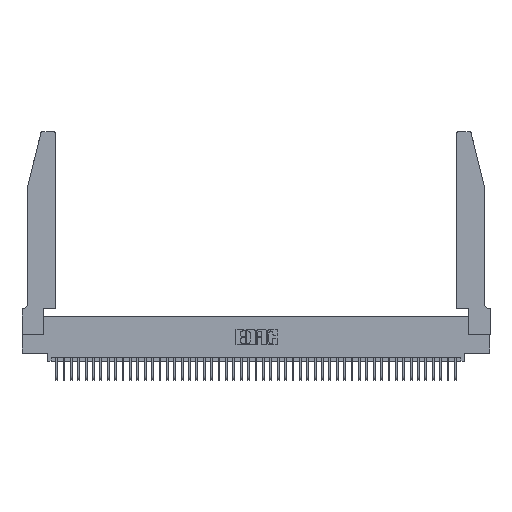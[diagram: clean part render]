
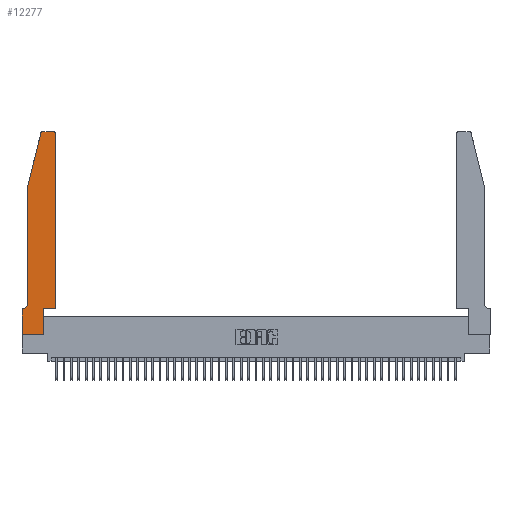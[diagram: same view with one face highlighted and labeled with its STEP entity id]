
A CAD part, top view. The second image highlights one B-rep face of the part: STEP entity #12277.
In plain terms, the highlighted planar face has unit normal (0, 0, 1).
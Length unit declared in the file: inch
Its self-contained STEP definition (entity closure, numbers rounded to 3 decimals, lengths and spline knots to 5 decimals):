
#545 = VECTOR ( 'NONE', #18071, 39.37008 ) ;
#1294 = LINE ( 'NONE', #33836, #39641 ) ;
#2211 = LINE ( 'NONE', #17164, #12144 ) ;
#2607 = ORIENTED_EDGE ( 'NONE', *, *, #34289, .T. ) ;
#2890 = AXIS2_PLACEMENT_3D ( 'NONE', #35374, #13155, #39056 ) ;
#2900 = CARTESIAN_POINT ( 'NONE',  ( 0.2865, 0.35, 0.37 ) ) ;
#3352 = LINE ( 'NONE', #47066, #22065 ) ;
#3504 = CARTESIAN_POINT ( 'NONE',  ( 0.2865, 0.35, 0.37 ) ) ;
#3685 = EDGE_CURVE ( 'NONE', #8331, #30607, #20553, .T. ) ;
#4133 = CARTESIAN_POINT ( 'NONE',  ( 0., 0., 0.37 ) ) ;
#4533 = EDGE_CURVE ( 'NONE', #26049, #39070, #11679, .T. ) ;
#6048 = VECTOR ( 'NONE', #23000, 39.37008 ) ;
#6166 = EDGE_CURVE ( 'NONE', #45903, #39501, #3352, .T. ) ;
#6823 = CARTESIAN_POINT ( 'NONE',  ( 0., 0., 0.37 ) ) ;
#7920 = CARTESIAN_POINT ( 'NONE',  ( 0., 0.35, 0.37 ) ) ;
#8331 = VERTEX_POINT ( 'NONE', #34402 ) ;
#8683 = DIRECTION ( 'NONE',  ( 1., 0., 0. ) ) ;
#8810 = EDGE_CURVE ( 'NONE', #39070, #41140, #35041, .T. ) ;
#8843 = VERTEX_POINT ( 'NONE', #12762 ) ;
#8959 = CARTESIAN_POINT ( 'NONE',  ( 0.0755, 2., 0.37 ) ) ;
#10123 = VECTOR ( 'NONE', #47399, 39.37008 ) ;
#10876 = ORIENTED_EDGE ( 'NONE', *, *, #31085, .T. ) ;
#10917 = ORIENTED_EDGE ( 'NONE', *, *, #6166, .T. ) ;
#11209 = ORIENTED_EDGE ( 'NONE', *, *, #41146, .T. ) ;
#11679 = LINE ( 'NONE', #6823, #545 ) ;
#11766 = DIRECTION ( 'NONE',  ( 0., -1., 0. ) ) ;
#12144 = VECTOR ( 'NONE', #16839, 39.37008 ) ;
#12277 = ADVANCED_FACE ( 'NONE', ( #14006 ), #46262, .T. ) ;
#12397 = CIRCLE ( 'NONE', #29069, 0.07 ) ;
#12762 = CARTESIAN_POINT ( 'NONE',  ( 0.25487, 2.72718, 0.37 ) ) ;
#13155 = DIRECTION ( 'NONE',  ( 0., 0., 1. ) ) ;
#14006 = FACE_OUTER_BOUND ( 'NONE', #46617, .T. ) ;
#14323 = CARTESIAN_POINT ( 'NONE',  ( 0.0755, 0.42, 0.37 ) ) ;
#15092 = LINE ( 'NONE', #27258, #33644 ) ;
#15859 = ORIENTED_EDGE ( 'NONE', *, *, #8810, .T. ) ;
#15968 = LINE ( 'NONE', #22844, #6048 ) ;
#16369 = ORIENTED_EDGE ( 'NONE', *, *, #36286, .T. ) ;
#16839 = DIRECTION ( 'NONE',  ( -1., 0., 0. ) ) ;
#17164 = CARTESIAN_POINT ( 'NONE',  ( 0.0755, 0.35, 0.37 ) ) ;
#17706 = VECTOR ( 'NONE', #29564, 39.37008 ) ;
#17942 = CARTESIAN_POINT ( 'NONE',  ( 0.0055, 0.42, 0.37 ) ) ;
#18071 = DIRECTION ( 'NONE',  ( 1., 0., 0. ) ) ;
#18296 = EDGE_CURVE ( 'NONE', #8843, #45903, #29905, .T. ) ;
#18488 = CARTESIAN_POINT ( 'NONE',  ( 0.284, 2.75, 0.37 ) ) ;
#20156 = VERTEX_POINT ( 'NONE', #36234 ) ;
#20553 = CIRCLE ( 'NONE', #23303, 0.03 ) ;
#20927 = CARTESIAN_POINT ( 'NONE',  ( 0.4205, 2.72, 0.37 ) ) ;
#21061 = CIRCLE ( 'NONE', #2890, 0.03 ) ;
#21271 = VERTEX_POINT ( 'NONE', #18488 ) ;
#21712 = DIRECTION ( 'NONE',  ( -1., 0., 0. ) ) ;
#22065 = VECTOR ( 'NONE', #32366, 39.37008 ) ;
#22445 = VECTOR ( 'NONE', #46058, 39.37008 ) ;
#22844 = CARTESIAN_POINT ( 'NONE',  ( 0.4505, 0.35, 0.37 ) ) ;
#23000 = DIRECTION ( 'NONE',  ( 0., 1., 0. ) ) ;
#23303 = AXIS2_PLACEMENT_3D ( 'NONE', #20927, #46621, #24650 ) ;
#24442 = DIRECTION ( 'NONE',  ( 1., 0., 0. ) ) ;
#24650 = DIRECTION ( 'NONE',  ( 1., 0., 0. ) ) ;
#26049 = VERTEX_POINT ( 'NONE', #4133 ) ;
#26566 = ORIENTED_EDGE ( 'NONE', *, *, #29975, .T. ) ;
#26933 = EDGE_CURVE ( 'NONE', #30607, #21271, #32278, .T. ) ;
#27258 = CARTESIAN_POINT ( 'NONE',  ( 0.4505, 0.35, 0.37 ) ) ;
#29069 = AXIS2_PLACEMENT_3D ( 'NONE', #17942, #43730, #21712 ) ;
#29564 = DIRECTION ( 'NONE',  ( 0., 1., 0. ) ) ;
#29586 = AXIS2_PLACEMENT_3D ( 'NONE', #35404, #46413, #24442 ) ;
#29905 = LINE ( 'NONE', #43753, #10123 ) ;
#29975 = EDGE_CURVE ( 'NONE', #21271, #8843, #21061, .T. ) ;
#30607 = VERTEX_POINT ( 'NONE', #43339 ) ;
#31085 = EDGE_CURVE ( 'NONE', #41140, #46513, #15092, .T. ) ;
#31338 = CARTESIAN_POINT ( 'NONE',  ( 0.2605, 2.75, 0.37 ) ) ;
#32278 = LINE ( 'NONE', #31338, #22445 ) ;
#32366 = DIRECTION ( 'NONE',  ( 0., -1., 0. ) ) ;
#33526 = ORIENTED_EDGE ( 'NONE', *, *, #4533, .T. ) ;
#33644 = VECTOR ( 'NONE', #8683, 39.37008 ) ;
#33836 = CARTESIAN_POINT ( 'NONE',  ( 0., 0., 0.37 ) ) ;
#34289 = EDGE_CURVE ( 'NONE', #37271, #26049, #1294, .T. ) ;
#34402 = CARTESIAN_POINT ( 'NONE',  ( 0.4505, 2.72, 0.37 ) ) ;
#35041 = LINE ( 'NONE', #3504, #17706 ) ;
#35374 = CARTESIAN_POINT ( 'NONE',  ( 0.284, 2.72, 0.37 ) ) ;
#35404 = CARTESIAN_POINT ( 'NONE',  ( 0., 0.35, 0.37 ) ) ;
#36234 = CARTESIAN_POINT ( 'NONE',  ( 0.0055, 0.35, 0.37 ) ) ;
#36286 = EDGE_CURVE ( 'NONE', #20156, #37271, #2211, .T. ) ;
#37271 = VERTEX_POINT ( 'NONE', #7920 ) ;
#39056 = DIRECTION ( 'NONE',  ( 1., 0., 0. ) ) ;
#39070 = VERTEX_POINT ( 'NONE', #41172 ) ;
#39096 = EDGE_CURVE ( 'NONE', #46513, #8331, #15968, .T. ) ;
#39501 = VERTEX_POINT ( 'NONE', #14323 ) ;
#39641 = VECTOR ( 'NONE', #11766, 39.37008 ) ;
#39657 = ORIENTED_EDGE ( 'NONE', *, *, #3685, .T. ) ;
#39957 = ORIENTED_EDGE ( 'NONE', *, *, #18296, .T. ) ;
#41140 = VERTEX_POINT ( 'NONE', #2900 ) ;
#41146 = EDGE_CURVE ( 'NONE', #39501, #20156, #12397, .T. ) ;
#41172 = CARTESIAN_POINT ( 'NONE',  ( 0.2865, 0., 0.37 ) ) ;
#42371 = CARTESIAN_POINT ( 'NONE',  ( 0.4505, 0.35, 0.37 ) ) ;
#43339 = CARTESIAN_POINT ( 'NONE',  ( 0.4205, 2.75, 0.37 ) ) ;
#43730 = DIRECTION ( 'NONE',  ( 0., 0., -1. ) ) ;
#43753 = CARTESIAN_POINT ( 'NONE',  ( 0.0755, 2., 0.37 ) ) ;
#45903 = VERTEX_POINT ( 'NONE', #8959 ) ;
#46058 = DIRECTION ( 'NONE',  ( -1., 0., 0. ) ) ;
#46262 = PLANE ( 'NONE',  #29586 ) ;
#46413 = DIRECTION ( 'NONE',  ( 0., 0., 1. ) ) ;
#46513 = VERTEX_POINT ( 'NONE', #42371 ) ;
#46617 = EDGE_LOOP ( 'NONE', ( #46914, #26566, #39957, #10917, #11209, #16369, #2607, #33526, #15859, #10876, #47715, #39657 ) ) ;
#46621 = DIRECTION ( 'NONE',  ( 0., 0., 1. ) ) ;
#46914 = ORIENTED_EDGE ( 'NONE', *, *, #26933, .T. ) ;
#47066 = CARTESIAN_POINT ( 'NONE',  ( 0.0755, 2., 0.37 ) ) ;
#47399 = DIRECTION ( 'NONE',  ( -0.239, -0.971, 0. ) ) ;
#47715 = ORIENTED_EDGE ( 'NONE', *, *, #39096, .T. ) ;
